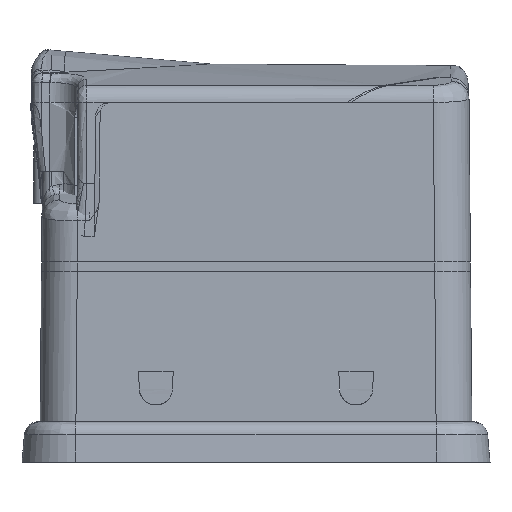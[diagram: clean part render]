
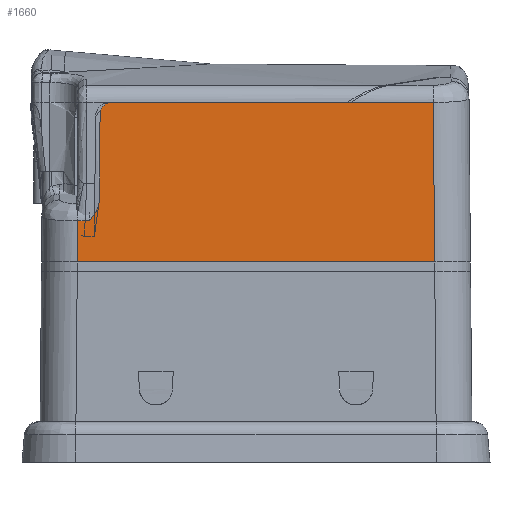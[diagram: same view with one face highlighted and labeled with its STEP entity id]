
A CAD part, left-side view. The second image highlights one B-rep face of the part: STEP entity #1660.
In plain terms, the highlighted planar face has unit normal (1, 0, -0.009).
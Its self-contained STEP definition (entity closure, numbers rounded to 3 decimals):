
#1588=AXIS2_PLACEMENT_3D('Plane Axis2P3D',#1585,#1586,#1587) ;
#1593=AXIS2_PLACEMENT_3D('Ellipse Axis2P3D',#1590,#1591,#1592) ;
#867=CARTESIAN_POINT('Vertex',(-44.983,37.483,-4.)) ;
#1121=CARTESIAN_POINT('Vertex',(-44.983,-37.483,-4.)) ;
#1153=CARTESIAN_POINT('Control Point',(-44.983,-37.483,-4.)) ;
#1154=CARTESIAN_POINT('Control Point',(-44.983,-22.49,-4.)) ;
#1155=CARTESIAN_POINT('Control Point',(-44.983,-7.497,-4.)) ;
#1156=CARTESIAN_POINT('Control Point',(-44.983,7.497,-4.)) ;
#1157=CARTESIAN_POINT('Control Point',(-44.983,22.49,-4.)) ;
#1158=CARTESIAN_POINT('Control Point',(-44.983,37.483,-4.)) ;
#1419=CARTESIAN_POINT('Line Origine',(-44.799,37.299,17.068)) ;
#1423=CARTESIAN_POINT('Vertex',(-44.907,37.408,4.618)) ;
#1585=CARTESIAN_POINT('Axis2P3D Location',(-45.,-45.,-6.)) ;
#1590=CARTESIAN_POINT('Axis2P3D Location',(-44.716,30.,26.5)) ;
#1595=CARTESIAN_POINT('Vertex',(-44.691,30.458,29.465)) ;
#1597=CARTESIAN_POINT('Vertex',(-44.705,32.705,27.797)) ;
#1600=CARTESIAN_POINT('Line Origine',(-44.691,30.229,29.465)) ;
#1604=CARTESIAN_POINT('Vertex',(-44.691,30.,29.465)) ;
#1607=CARTESIAN_POINT('Line Origine',(-44.691,5.013,29.465)) ;
#1611=CARTESIAN_POINT('Vertex',(-44.69,-19.974,29.5)) ;
#1614=CARTESIAN_POINT('Line Origine',(-44.691,-28.582,29.465)) ;
#1618=CARTESIAN_POINT('Vertex',(-44.691,-37.191,29.465)) ;
#1621=CARTESIAN_POINT('Line Origine',(-44.837,-37.337,12.732)) ;
#1626=CARTESIAN_POINT('Line Origine',(-44.907,36.157,4.618)) ;
#1630=CARTESIAN_POINT('Vertex',(-44.907,34.907,4.618)) ;
#1634=CARTESIAN_POINT('Control Point',(-44.907,34.907,4.618)) ;
#1635=CARTESIAN_POINT('Control Point',(-44.9,34.319,5.407)) ;
#1636=CARTESIAN_POINT('Control Point',(-44.894,33.74,6.186)) ;
#1637=CARTESIAN_POINT('Control Point',(-44.886,33.219,7.053)) ;
#1638=CARTESIAN_POINT('Control Point',(-44.878,32.88,7.979)) ;
#1639=CARTESIAN_POINT('Control Point',(-44.869,32.869,8.96)) ;
#1640=CARTESIAN_POINT('Vertex',(-44.869,32.869,8.96)) ;
#1643=CARTESIAN_POINT('Line Origine',(-44.787,32.787,18.378)) ;
#1420=DIRECTION('Vector Direction',(-0.009,0.009,-1.)) ;
#1586=DIRECTION('Axis2P3D Direction',(-1.,0.,0.009)) ;
#1587=DIRECTION('Axis2P3D XDirection',(0.,-1.,0.)) ;
#1591=DIRECTION('Axis2P3D Direction',(-1.,0.,0.009)) ;
#1592=DIRECTION('Axis2P3D XDirection',(0.009,0.,1.)) ;
#1601=DIRECTION('Vector Direction',(0.,1.,0.)) ;
#1608=DIRECTION('Vector Direction',(0.,1.,0.)) ;
#1615=DIRECTION('Vector Direction',(0.,1.,0.)) ;
#1622=DIRECTION('Vector Direction',(-0.009,-0.009,-1.)) ;
#1627=DIRECTION('Vector Direction',(0.,1.,0.)) ;
#1644=DIRECTION('Vector Direction',(0.009,-0.009,1.)) ;
#1421=VECTOR('Line Direction',#1420,1.) ;
#1602=VECTOR('Line Direction',#1601,1.) ;
#1609=VECTOR('Line Direction',#1608,1.) ;
#1616=VECTOR('Line Direction',#1615,1.) ;
#1623=VECTOR('Line Direction',#1622,1.) ;
#1628=VECTOR('Line Direction',#1627,1.) ;
#1645=VECTOR('Line Direction',#1644,1.) ;
#1649=ORIENTED_EDGE('',*,*,#1599,.F.) ;
#1650=ORIENTED_EDGE('',*,*,#1606,.F.) ;
#1651=ORIENTED_EDGE('',*,*,#1613,.F.) ;
#1652=ORIENTED_EDGE('',*,*,#1620,.F.) ;
#1653=ORIENTED_EDGE('',*,*,#1625,.T.) ;
#1654=ORIENTED_EDGE('',*,*,#1159,.T.) ;
#1655=ORIENTED_EDGE('',*,*,#1425,.T.) ;
#1656=ORIENTED_EDGE('',*,*,#1632,.F.) ;
#1657=ORIENTED_EDGE('',*,*,#1642,.T.) ;
#1658=ORIENTED_EDGE('',*,*,#1647,.T.) ;
#1660=ADVANCED_FACE('Surface.114',(#1659),#1589,.F.) ;
#1152=B_SPLINE_CURVE_WITH_KNOTS('',5,(#1153,#1154,#1155,#1156,#1157,#1158),.UNSPECIFIED.,.F.,.U.,(6,6),(0.,74.983),.UNSPECIFIED.) ;
#1633=B_SPLINE_CURVE_WITH_KNOTS('',5,(#1634,#1635,#1636,#1637,#1638,#1639),.UNSPECIFIED.,.F.,.U.,(6,6),(0.,4.933),.UNSPECIFIED.) ;
#1159=EDGE_CURVE('',#1122,#868,#1152,.T.) ;
#1425=EDGE_CURVE('',#868,#1424,#1422,.F.) ;
#1599=EDGE_CURVE('',#1596,#1598,#1594,.T.) ;
#1606=EDGE_CURVE('',#1605,#1596,#1603,.T.) ;
#1613=EDGE_CURVE('',#1612,#1605,#1610,.T.) ;
#1620=EDGE_CURVE('',#1619,#1612,#1617,.T.) ;
#1625=EDGE_CURVE('',#1619,#1122,#1624,.T.) ;
#1632=EDGE_CURVE('',#1631,#1424,#1629,.T.) ;
#1642=EDGE_CURVE('',#1631,#1641,#1633,.T.) ;
#1647=EDGE_CURVE('',#1641,#1598,#1646,.T.) ;
#1648=EDGE_LOOP('',(#1649,#1650,#1651,#1652,#1653,#1654,#1655,#1656,#1657,#1658)) ;
#1594=ELLIPSE('Ellipse',#1593,3.,3.) ;
#1659=FACE_OUTER_BOUND('',#1648,.T.) ;
#1422=LINE('Line',#1419,#1421) ;
#1603=LINE('Line',#1600,#1602) ;
#1610=LINE('Line',#1607,#1609) ;
#1617=LINE('Line',#1614,#1616) ;
#1624=LINE('Line',#1621,#1623) ;
#1629=LINE('Line',#1626,#1628) ;
#1646=LINE('Line',#1643,#1645) ;
#1589=PLANE('',#1588) ;
#868=VERTEX_POINT('',#867) ;
#1122=VERTEX_POINT('',#1121) ;
#1424=VERTEX_POINT('',#1423) ;
#1596=VERTEX_POINT('',#1595) ;
#1598=VERTEX_POINT('',#1597) ;
#1605=VERTEX_POINT('',#1604) ;
#1612=VERTEX_POINT('',#1611) ;
#1619=VERTEX_POINT('',#1618) ;
#1631=VERTEX_POINT('',#1630) ;
#1641=VERTEX_POINT('',#1640) ;
